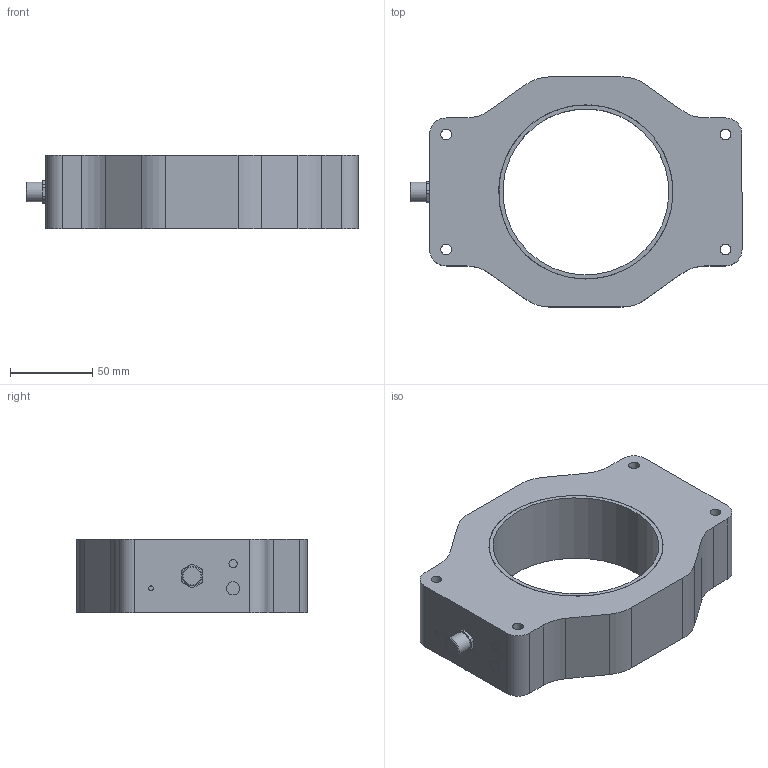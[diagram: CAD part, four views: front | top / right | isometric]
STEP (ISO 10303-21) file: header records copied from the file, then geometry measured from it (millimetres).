
FILE_DESCRIPTION((''),'2;1');
FILE_NAME('IR_100_IBS.stp','2010-04-09T14:01:35',('User'),(''),'Autodesk Inventor 10','Autodesk Inventor 10','');
FILE_SCHEMA(('AUTOMOTIVE_DESIGN { 1 0 10303 214 1 1 1 1 }'));
Length unit declared in the file: millimetre
Products named in the file (4): IR100; SteckerM12; Buchse100
Assembly tree (3 placements, depth 2):
  IR100
    IR100
    SteckerM12
    Buchse100
Bounding box: 202 x 140 x 45 mm (x, y, z)
Volume: 614275.8 mm3; surface area: 101614.7 mm2
Topology: 3 solids, 3 shells, 150 faces, 362 edges, 241 vertices
Faces by surface type: plane 119, cylinder 30, cone 1
Full cylindrical faces by diameter (mm): 3 x2, 5 x1, 6.5 x4, 8 x1, 12 x1, 101 x1, 106 x2
Entity records: 4401 total; most frequent: CARTESIAN_POINT 747, DIRECTION 724, ORIENTED_EDGE 698, EDGE_CURVE 349, VECTOR 288, LINE 288, VERTEX_POINT 241, AXIS2_PLACEMENT_3D 218
